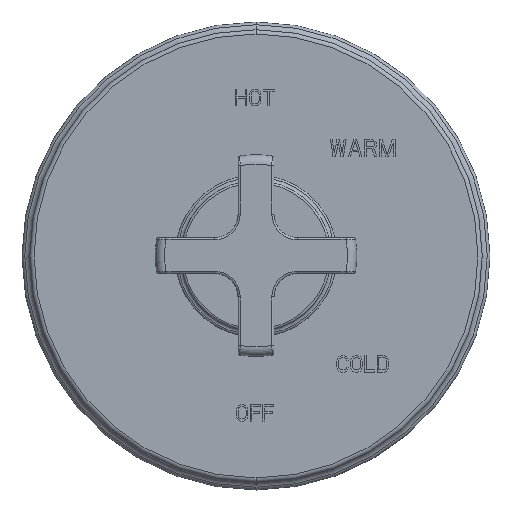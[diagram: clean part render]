
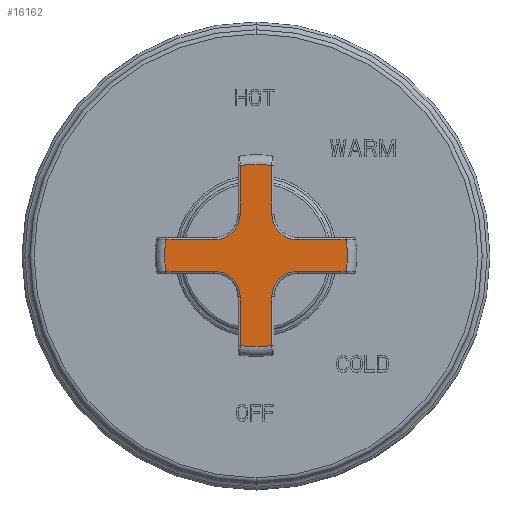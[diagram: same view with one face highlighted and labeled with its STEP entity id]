
A CAD part, top view. The second image highlights one B-rep face of the part: STEP entity #16162.
In plain terms, the highlighted planar face has unit normal (0, 0, 1).
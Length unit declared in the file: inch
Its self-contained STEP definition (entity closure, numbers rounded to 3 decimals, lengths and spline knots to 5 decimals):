
#5053=DIRECTION('',(0.,1.,0.));
#5054=VECTOR('',#5053,0.6758);
#5055=CARTESIAN_POINT('',(0.22,-1.2508,3.564));
#5056=LINE('',#5055,#5054);
#5057=DIRECTION('',(0.,1.,0.));
#5058=VECTOR('',#5057,0.6758);
#5059=CARTESIAN_POINT('',(-0.22,-1.2508,3.564));
#5060=LINE('',#5059,#5058);
#5061=CARTESIAN_POINT('',(-0.575,-0.575,3.564));
#5062=DIRECTION('',(0.,0.,1.));
#5063=DIRECTION('',(1.,0.,0.));
#5064=AXIS2_PLACEMENT_3D('',#5061,#5062,#5063);
#5066=DIRECTION('',(-1.,0.,0.));
#5067=VECTOR('',#5066,0.6758);
#5068=CARTESIAN_POINT('',(-0.575,-0.22,3.564));
#5069=LINE('',#5068,#5067);
#5070=DIRECTION('',(1.,0.,0.));
#5071=VECTOR('',#5070,0.6758);
#5072=CARTESIAN_POINT('',(-1.2508,0.22,3.564));
#5073=LINE('',#5072,#5071);
#5074=CARTESIAN_POINT('',(-0.575,0.575,3.564));
#5075=DIRECTION('',(0.,0.,1.));
#5076=DIRECTION('',(0.,-1.,0.));
#5077=AXIS2_PLACEMENT_3D('',#5074,#5075,#5076);
#5079=DIRECTION('',(0.,1.,0.));
#5080=VECTOR('',#5079,0.6758);
#5081=CARTESIAN_POINT('',(-0.22,0.575,3.564));
#5082=LINE('',#5081,#5080);
#5083=DIRECTION('',(0.,-1.,0.));
#5084=VECTOR('',#5083,0.6758);
#5085=CARTESIAN_POINT('',(0.22,1.2508,3.564));
#5086=LINE('',#5085,#5084);
#5087=CARTESIAN_POINT('',(0.575,0.575,3.564));
#5088=DIRECTION('',(0.,0.,1.));
#5089=DIRECTION('',(-1.,0.,0.));
#5090=AXIS2_PLACEMENT_3D('',#5087,#5088,#5089);
#5092=DIRECTION('',(1.,0.,0.));
#5093=VECTOR('',#5092,0.6758);
#5094=CARTESIAN_POINT('',(0.575,0.22,3.564));
#5095=LINE('',#5094,#5093);
#5096=DIRECTION('',(1.,0.,0.));
#5097=VECTOR('',#5096,0.6758);
#5098=CARTESIAN_POINT('',(0.575,-0.22,3.564));
#5099=LINE('',#5098,#5097);
#5100=CARTESIAN_POINT('',(0.575,-0.575,3.564));
#5101=DIRECTION('',(0.,0.,-1.));
#5102=DIRECTION('',(-1.,0.,0.));
#5103=AXIS2_PLACEMENT_3D('',#5100,#5101,#5102);
#5436=CARTESIAN_POINT('',(0.,0.,3.564));
#5437=DIRECTION('',(0.,0.,1.));
#5438=DIRECTION('',(0.985,-0.173,0.));
#5439=AXIS2_PLACEMENT_3D('',#5436,#5437,#5438);
#5470=CARTESIAN_POINT('',(0.22,1.2508,3.564));
#5472=CARTESIAN_POINT('',(0.,0.,3.564));
#5473=DIRECTION('',(0.,0.,1.));
#5474=DIRECTION('',(0.173,0.985,0.));
#5475=AXIS2_PLACEMENT_3D('',#5472,#5473,#5474);
#5506=CARTESIAN_POINT('',(-1.2508,0.22,3.564));
#5508=CARTESIAN_POINT('',(0.,0.,3.564));
#5509=DIRECTION('',(0.,0.,1.));
#5510=DIRECTION('',(-0.985,0.173,0.));
#5511=AXIS2_PLACEMENT_3D('',#5508,#5509,#5510);
#5524=CARTESIAN_POINT('',(-0.22,-1.2508,3.564));
#5526=CARTESIAN_POINT('',(0.,0.,3.564));
#5527=DIRECTION('',(0.,0.,1.));
#5528=DIRECTION('',(-0.173,-0.985,0.));
#5529=AXIS2_PLACEMENT_3D('',#5526,#5527,#5528);
#8312=CARTESIAN_POINT('',(0.22,-1.2508,3.564));
#8313=CARTESIAN_POINT('',(0.22,-0.575,3.564));
#8314=VERTEX_POINT('',#8312);
#8315=VERTEX_POINT('',#8313);
#8320=CARTESIAN_POINT('',(0.575,-0.22,3.564));
#8321=VERTEX_POINT('',#8320);
#8324=CARTESIAN_POINT('',(1.2508,-0.22,3.564));
#8325=VERTEX_POINT('',#8324);
#8415=VERTEX_POINT('',#5524);
#8416=CARTESIAN_POINT('',(-0.22,-0.575,3.564));
#8417=VERTEX_POINT('',#8416);
#8418=CARTESIAN_POINT('',(-0.575,-0.22,3.564));
#8419=VERTEX_POINT('',#8418);
#8422=CARTESIAN_POINT('',(-1.2508,-0.22,3.564));
#8423=VERTEX_POINT('',#8422);
#8425=VERTEX_POINT('',#5506);
#8426=CARTESIAN_POINT('',(-0.575,0.22,3.564));
#8427=VERTEX_POINT('',#8426);
#8428=CARTESIAN_POINT('',(-0.22,0.575,3.564));
#8429=VERTEX_POINT('',#8428);
#8432=CARTESIAN_POINT('',(-0.22,1.2508,3.564));
#8433=VERTEX_POINT('',#8432);
#8445=VERTEX_POINT('',#5470);
#8446=CARTESIAN_POINT('',(0.22,0.575,3.564));
#8447=VERTEX_POINT('',#8446);
#8448=CARTESIAN_POINT('',(0.575,0.22,3.564));
#8449=VERTEX_POINT('',#8448);
#8452=CARTESIAN_POINT('',(1.2508,0.22,3.564));
#8453=VERTEX_POINT('',#8452);
#16124=CARTESIAN_POINT('',(0.,0.,3.564));
#16125=DIRECTION('',(0.,0.,-1.));
#16126=DIRECTION('',(0.,-1.,0.));
#16127=AXIS2_PLACEMENT_3D('',#16124,#16125,#16126);
#16128=PLANE('',#16127);
#16130=ORIENTED_EDGE('',*,*,#16129,.F.);
#16132=ORIENTED_EDGE('',*,*,#16131,.F.);
#16134=ORIENTED_EDGE('',*,*,#16133,.T.);
#16136=ORIENTED_EDGE('',*,*,#16135,.T.);
#16138=ORIENTED_EDGE('',*,*,#16137,.T.);
#16140=ORIENTED_EDGE('',*,*,#16139,.F.);
#16142=ORIENTED_EDGE('',*,*,#16141,.T.);
#16144=ORIENTED_EDGE('',*,*,#16143,.T.);
#16146=ORIENTED_EDGE('',*,*,#16145,.T.);
#16148=ORIENTED_EDGE('',*,*,#16147,.F.);
#16150=ORIENTED_EDGE('',*,*,#16149,.T.);
#16152=ORIENTED_EDGE('',*,*,#16151,.T.);
#16154=ORIENTED_EDGE('',*,*,#16153,.T.);
#16156=ORIENTED_EDGE('',*,*,#16155,.F.);
#16157=ORIENTED_EDGE('',*,*,#16114,.F.);
#16159=ORIENTED_EDGE('',*,*,#16158,.F.);
#16160=EDGE_LOOP('',(#16130,#16132,#16134,#16136,#16138,#16140,#16142,#16144,
#16146,#16148,#16150,#16152,#16154,#16156,#16157,#16159));
#16161=FACE_OUTER_BOUND('',#16160,.F.);
#16162=ADVANCED_FACE('',(#16161),#16128,.F.);
#5065=CIRCLE('',#5064,0.355);
#5078=CIRCLE('',#5077,0.355);
#5091=CIRCLE('',#5090,0.355);
#5104=CIRCLE('',#5103,0.355);
#5440=CIRCLE('',#5439,1.27);
#5476=CIRCLE('',#5475,1.27);
#5512=CIRCLE('',#5511,1.27);
#5530=CIRCLE('',#5529,1.27);
#16114=EDGE_CURVE('',#8321,#8325,#5099,.T.);
#16129=EDGE_CURVE('',#8314,#8315,#5056,.T.);
#16131=EDGE_CURVE('',#8415,#8314,#5530,.T.);
#16133=EDGE_CURVE('',#8415,#8417,#5060,.T.);
#16135=EDGE_CURVE('',#8417,#8419,#5065,.T.);
#16137=EDGE_CURVE('',#8419,#8423,#5069,.T.);
#16139=EDGE_CURVE('',#8425,#8423,#5512,.T.);
#16141=EDGE_CURVE('',#8425,#8427,#5073,.T.);
#16143=EDGE_CURVE('',#8427,#8429,#5078,.T.);
#16145=EDGE_CURVE('',#8429,#8433,#5082,.T.);
#16147=EDGE_CURVE('',#8445,#8433,#5476,.T.);
#16149=EDGE_CURVE('',#8445,#8447,#5086,.T.);
#16151=EDGE_CURVE('',#8447,#8449,#5091,.T.);
#16153=EDGE_CURVE('',#8449,#8453,#5095,.T.);
#16155=EDGE_CURVE('',#8325,#8453,#5440,.T.);
#16158=EDGE_CURVE('',#8315,#8321,#5104,.T.);
